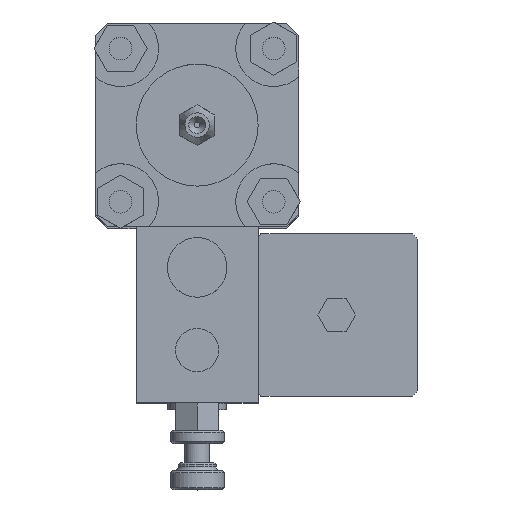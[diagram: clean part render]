
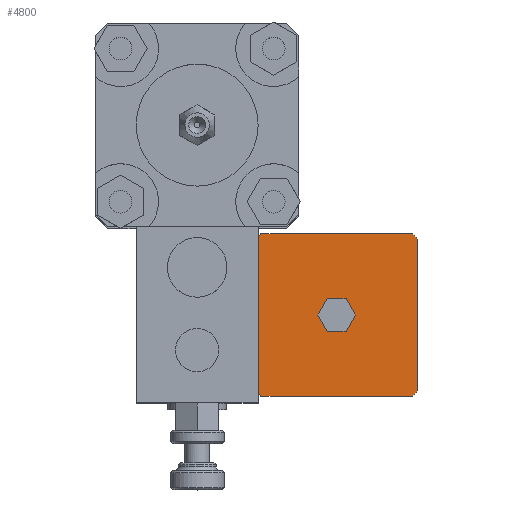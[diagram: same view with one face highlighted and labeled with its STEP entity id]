
A CAD part, top view. The second image highlights one B-rep face of the part: STEP entity #4800.
In plain terms, the highlighted face is planar.
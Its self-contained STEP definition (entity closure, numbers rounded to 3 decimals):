
#4335=CARTESIAN_POINT('',(-11.5,48.036,26.5));
#4336=VERTEX_POINT('',#4335);
#4343=CARTESIAN_POINT('',(-11.5,44.572,32.5));
#4344=VERTEX_POINT('',#4343);
#4345=CARTESIAN_POINT('',(-11.5,44.572,32.5));
#4346=DIRECTION('',(0.0,0.5,-0.866));
#4347=VECTOR('',#4346,6.928);
#4348=LINE('',#4345,#4347);
#4349=EDGE_CURVE('',#4344,#4336,#4348,.T.);
#4373=CARTESIAN_POINT('',(-11.5,54.964,26.5));
#4374=VERTEX_POINT('',#4373);
#4381=CARTESIAN_POINT('',(-11.5,48.036,26.5));
#4382=DIRECTION('',(0.0,1.0,0.0));
#4383=VECTOR('',#4382,6.928);
#4384=LINE('',#4381,#4383);
#4385=EDGE_CURVE('',#4336,#4374,#4384,.T.);
#4404=CARTESIAN_POINT('',(-11.5,58.428,32.5));
#4405=VERTEX_POINT('',#4404);
#4412=CARTESIAN_POINT('',(-11.5,54.964,26.5));
#4413=DIRECTION('',(0.0,0.5,0.866));
#4414=VECTOR('',#4413,6.928);
#4415=LINE('',#4412,#4414);
#4416=EDGE_CURVE('',#4374,#4405,#4415,.T.);
#4435=CARTESIAN_POINT('',(-11.5,54.964,38.5));
#4436=VERTEX_POINT('',#4435);
#4443=CARTESIAN_POINT('',(-11.5,58.428,32.5));
#4444=DIRECTION('',(0.0,-0.5,0.866));
#4445=VECTOR('',#4444,6.928);
#4446=LINE('',#4443,#4445);
#4447=EDGE_CURVE('',#4405,#4436,#4446,.T.);
#4466=CARTESIAN_POINT('',(-11.5,48.036,38.5));
#4467=VERTEX_POINT('',#4466);
#4474=CARTESIAN_POINT('',(-11.5,54.964,38.5));
#4475=DIRECTION('',(0.0,-1.0,0.0));
#4476=VECTOR('',#4475,6.928);
#4477=LINE('',#4474,#4476);
#4478=EDGE_CURVE('',#4436,#4467,#4477,.T.);
#4496=CARTESIAN_POINT('',(-11.5,48.036,38.5));
#4497=DIRECTION('',(0.0,-0.5,-0.866));
#4498=VECTOR('',#4497,6.928);
#4499=LINE('',#4496,#4498);
#4500=EDGE_CURVE('',#4467,#4344,#4499,.T.);
#4717=CARTESIAN_POINT('',(-11.5,51.5,32.5));
#4718=DIRECTION('',(1.0,0.0,0.0));
#4719=DIRECTION('',(0.0,0.0,-1.0));
#4720=AXIS2_PLACEMENT_3D('',#4717,#4718,#4719);
#4721=PLANE('',#4720);
#4722=CARTESIAN_POINT('',(-11.5,22.5,3.517));
#4723=VERTEX_POINT('',#4722);
#4724=CARTESIAN_POINT('',(-11.5,22.5,61.483));
#4725=VERTEX_POINT('',#4724);
#4726=CARTESIAN_POINT('',(-11.5,22.5,3.517));
#4727=DIRECTION('',(0.0,0.0,1.0));
#4728=VECTOR('',#4727,57.966);
#4729=LINE('',#4726,#4728);
#4730=EDGE_CURVE('',#4723,#4725,#4729,.T.);
#4731=ORIENTED_EDGE('',*,*,#4730,.T.);
#4732=CARTESIAN_POINT('',(-11.5,23.554,62.5));
#4733=VERTEX_POINT('',#4732);
#4734=CARTESIAN_POINT('',(-11.5,51.5,32.5));
#4735=DIRECTION('',(1.,0.0,0.0));
#4736=DIRECTION('',(0.0,-0.682,0.732));
#4737=AXIS2_PLACEMENT_3D('',#4734,#4735,#4736);
#4738=CIRCLE('',#4737,41.0);
#4739=EDGE_CURVE('',#4733,#4725,#4738,.T.);
#4740=ORIENTED_EDGE('',*,*,#4739,.F.);
#4741=CARTESIAN_POINT('',(-11.5,79.446,62.5));
#4742=VERTEX_POINT('',#4741);
#4743=CARTESIAN_POINT('',(-11.5,79.446,62.5));
#4744=DIRECTION('',(0.0,-1.0,0.0));
#4745=VECTOR('',#4744,55.893);
#4746=LINE('',#4743,#4745);
#4747=EDGE_CURVE('',#4742,#4733,#4746,.T.);
#4748=ORIENTED_EDGE('',*,*,#4747,.F.);
#4749=CARTESIAN_POINT('',(-11.5,81.5,60.446));
#4750=VERTEX_POINT('',#4749);
#4751=CARTESIAN_POINT('',(-11.5,51.5,32.5));
#4752=DIRECTION('',(1.,0.0,0.0));
#4753=DIRECTION('',(0.0,0.732,0.682));
#4754=AXIS2_PLACEMENT_3D('',#4751,#4752,#4753);
#4755=CIRCLE('',#4754,41.0);
#4756=EDGE_CURVE('',#4750,#4742,#4755,.T.);
#4757=ORIENTED_EDGE('',*,*,#4756,.F.);
#4758=CARTESIAN_POINT('',(-11.5,81.5,4.554));
#4759=VERTEX_POINT('',#4758);
#4760=CARTESIAN_POINT('',(-11.5,81.5,4.554));
#4761=DIRECTION('',(0.0,0.0,1.0));
#4762=VECTOR('',#4761,55.893);
#4763=LINE('',#4760,#4762);
#4764=EDGE_CURVE('',#4759,#4750,#4763,.T.);
#4765=ORIENTED_EDGE('',*,*,#4764,.F.);
#4766=CARTESIAN_POINT('',(-11.5,79.446,2.5));
#4767=VERTEX_POINT('',#4766);
#4768=CARTESIAN_POINT('',(-11.5,51.5,32.5));
#4769=DIRECTION('',(1.0,0.0,0.0));
#4770=DIRECTION('',(0.0,0.682,-0.732));
#4771=AXIS2_PLACEMENT_3D('',#4768,#4769,#4770);
#4772=CIRCLE('',#4771,41.);
#4773=EDGE_CURVE('',#4767,#4759,#4772,.T.);
#4774=ORIENTED_EDGE('',*,*,#4773,.F.);
#4775=CARTESIAN_POINT('',(-11.5,23.554,2.5));
#4776=VERTEX_POINT('',#4775);
#4777=CARTESIAN_POINT('',(-11.5,23.554,2.5));
#4778=DIRECTION('',(0.0,1.0,0.0));
#4779=VECTOR('',#4778,55.893);
#4780=LINE('',#4777,#4779);
#4781=EDGE_CURVE('',#4776,#4767,#4780,.T.);
#4782=ORIENTED_EDGE('',*,*,#4781,.F.);
#4783=CARTESIAN_POINT('',(-11.5,51.5,32.5));
#4784=DIRECTION('',(1.0,0.0,0.0));
#4785=DIRECTION('',(0.0,-0.732,-0.682));
#4786=AXIS2_PLACEMENT_3D('',#4783,#4784,#4785);
#4787=CIRCLE('',#4786,41.);
#4788=EDGE_CURVE('',#4723,#4776,#4787,.T.);
#4789=ORIENTED_EDGE('',*,*,#4788,.F.);
#4790=EDGE_LOOP('',(#4731,#4740,#4748,#4757,#4765,#4774,#4782,#4789));
#4791=FACE_OUTER_BOUND('',#4790,.T.);
#4792=ORIENTED_EDGE('',*,*,#4349,.T.);
#4793=ORIENTED_EDGE('',*,*,#4385,.T.);
#4794=ORIENTED_EDGE('',*,*,#4416,.T.);
#4795=ORIENTED_EDGE('',*,*,#4447,.T.);
#4796=ORIENTED_EDGE('',*,*,#4478,.T.);
#4797=ORIENTED_EDGE('',*,*,#4500,.T.);
#4798=EDGE_LOOP('',(#4792,#4793,#4794,#4795,#4796,#4797));
#4799=FACE_BOUND('',#4798,.T.);
#4800=ADVANCED_FACE('',(#4791,#4799),#4721,.F.);
